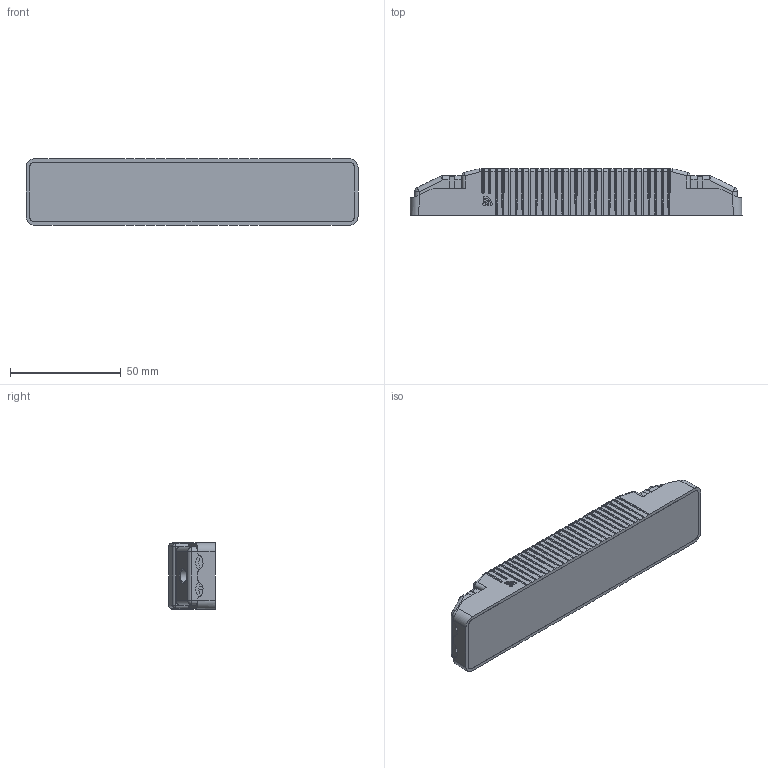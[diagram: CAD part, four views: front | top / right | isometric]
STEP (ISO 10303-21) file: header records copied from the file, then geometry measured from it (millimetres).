
FILE_DESCRIPTION (( 'STEP AP203' ), '1' );
FILE_NAME ('12W 不带本体固定外壳装配体.STEP', '2022-02-17T06:26:17', ( 'm' ), ( 'N' ), 'SwSTEP 2.0', 'SolidWorks 2012', '' );
FILE_SCHEMA (( 'CONFIG_CONTROL_DESIGN' ));
Length unit declared in the file: millimetre
Products named in the file (7): 12W 不带本体固定外壳装配体; A8175奻裔; 2.5す源傷赽; cross recessed pan head tapping screws gb_GB_CROSS_SCREWS_TYPE128 ST2.9X6.5 H C-N; A8175PCB; A8175菁裔; A8175耜裔
Assembly tree (10 placements, depth 2):
  12W 不带本体固定外壳装配体
    A8175耜裔  x2
    A8175菁裔
    A8175PCB
    cross recessed pan head tapping screws gb_GB_CROSS_SCREWS_TYPE128 ST2.9X6.5 H C-N  x2
    2.5す源傷赽  x3
    A8175奻裔
Bounding box: 150 x 21 x 30 mm (x, y, z)
Volume: 43399.2 mm3; surface area: 50404.3 mm2
Topology: 10 solids, 10 shells, 1592 faces, 4182 edges, 2625 vertices
Faces by surface type: plane 884, cylinder 538, torus 132, sphere 32, bspline 4, cone 2
Entity records: 43772 total; most frequent: CARTESIAN_POINT 9862, ORIENTED_EDGE 7146, DIRECTION 6723, EDGE_CURVE 3573, LINE 2273, VECTOR 2273, VERTEX_POINT 2240, AXIS2_PLACEMENT_3D 2225
